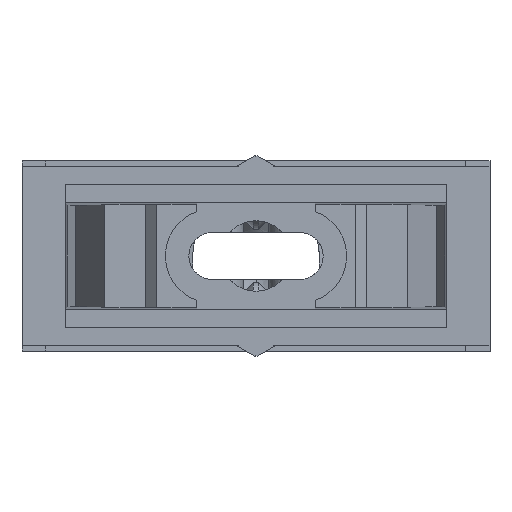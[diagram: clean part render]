
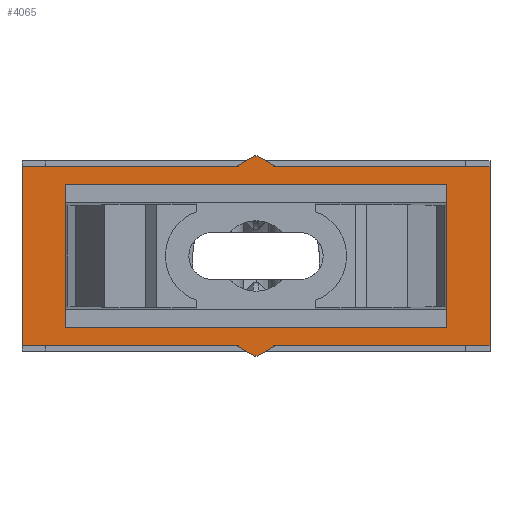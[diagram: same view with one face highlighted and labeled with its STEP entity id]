
A CAD part, front view. The second image highlights one B-rep face of the part: STEP entity #4065.
In plain terms, the highlighted planar face has unit normal (0, -1, 0).
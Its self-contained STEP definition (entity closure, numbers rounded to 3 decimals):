
#51 = CARTESIAN_POINT ( 'NONE',  ( -17.05, 0., -6.4 ) ) ;
#99 = CARTESIAN_POINT ( 'NONE',  ( 17.05, 0., -6.4 ) ) ;
#188 = CARTESIAN_POINT ( 'NONE',  ( 17.05, 0., 6.4 ) ) ;
#224 = DIRECTION ( 'NONE',  ( 1., 0., 0. ) ) ;
#325 = EDGE_CURVE ( 'NONE', #7447, #6216, #9023, .T. ) ;
#329 = VECTOR ( 'NONE', #5268, 1000. ) ;
#457 = VECTOR ( 'NONE', #9637, 1000. ) ;
#749 = LINE ( 'NONE', #3981, #7860 ) ;
#862 = VERTEX_POINT ( 'NONE', #2098 ) ;
#873 = VECTOR ( 'NONE', #224, 1000. ) ;
#898 = CARTESIAN_POINT ( 'NONE',  ( 0., 0., 9. ) ) ;
#1054 = CARTESIAN_POINT ( 'NONE',  ( -1.732, 0., -8. ) ) ;
#1133 = ORIENTED_EDGE ( 'NONE', *, *, #325, .T. ) ;
#1161 = CARTESIAN_POINT ( 'NONE',  ( 1.732, 0., 8. ) ) ;
#1291 = DIRECTION ( 'NONE',  ( 0., 0., 1. ) ) ;
#1486 = EDGE_LOOP ( 'NONE', ( #4840, #1581, #4675, #7175, #1133, #5734, #5149, #2164, #7545, #3170 ) ) ;
#1581 = ORIENTED_EDGE ( 'NONE', *, *, #9139, .F. ) ;
#1589 = EDGE_CURVE ( 'NONE', #7447, #8800, #7207, .T. ) ;
#1613 = DIRECTION ( 'NONE',  ( -1., 0., 0. ) ) ;
#1657 = DIRECTION ( 'NONE',  ( 0., 1., 0. ) ) ;
#1819 = LINE ( 'NONE', #8091, #457 ) ;
#1925 = VECTOR ( 'NONE', #1291, 1000. ) ;
#1965 = VECTOR ( 'NONE', #4340, 1000. ) ;
#2062 = VERTEX_POINT ( 'NONE', #2788 ) ;
#2098 = CARTESIAN_POINT ( 'NONE',  ( -20.9, 0., 8. ) ) ;
#2164 = ORIENTED_EDGE ( 'NONE', *, *, #2750, .T. ) ;
#2375 = CARTESIAN_POINT ( 'NONE',  ( -18.9, 0., 8.5 ) ) ;
#2432 = EDGE_CURVE ( 'NONE', #5953, #7484, #10028, .T. ) ;
#2481 = DIRECTION ( 'NONE',  ( -1., 0., 0. ) ) ;
#2554 = VERTEX_POINT ( 'NONE', #51 ) ;
#2743 = CARTESIAN_POINT ( 'NONE',  ( -17.05, 0., -24.362 ) ) ;
#2750 = EDGE_CURVE ( 'NONE', #862, #9426, #10254, .T. ) ;
#2788 = CARTESIAN_POINT ( 'NONE',  ( 1.732, 0., -8. ) ) ;
#2889 = LINE ( 'NONE', #3629, #6593 ) ;
#3038 = CARTESIAN_POINT ( 'NONE',  ( -1.732, 0., 8. ) ) ;
#3049 = EDGE_LOOP ( 'NONE', ( #9495, #5445, #8487, #6269 ) ) ;
#3128 = CARTESIAN_POINT ( 'NONE',  ( 0., 0., -9. ) ) ;
#3170 = ORIENTED_EDGE ( 'NONE', *, *, #2432, .F. ) ;
#3275 = LINE ( 'NONE', #8143, #6438 ) ;
#3524 = CARTESIAN_POINT ( 'NONE',  ( -30., 0., 8. ) ) ;
#3625 = AXIS2_PLACEMENT_3D ( 'NONE', #2375, #1657, #1613 ) ;
#3629 = CARTESIAN_POINT ( 'NONE',  ( 30., 0., -8. ) ) ;
#3851 = CARTESIAN_POINT ( 'NONE',  ( 0., 0., 9. ) ) ;
#3981 = CARTESIAN_POINT ( 'NONE',  ( 3.464, 0., -7. ) ) ;
#3984 = EDGE_CURVE ( 'NONE', #5069, #4371, #1819, .T. ) ;
#4065 = ADVANCED_FACE ( 'NONE', ( #7105, #4106 ), #4929, .F. ) ;
#4106 = FACE_OUTER_BOUND ( 'NONE', #1486, .T. ) ;
#4108 = DIRECTION ( 'NONE',  ( 1., 0., 0. ) ) ;
#4293 = LINE ( 'NONE', #4956, #1965 ) ;
#4340 = DIRECTION ( 'NONE',  ( 1., 0., 0. ) ) ;
#4371 = VERTEX_POINT ( 'NONE', #188 ) ;
#4655 = VECTOR ( 'NONE', #7678, 1000. ) ;
#4675 = ORIENTED_EDGE ( 'NONE', *, *, #4888, .F. ) ;
#4763 = EDGE_CURVE ( 'NONE', #2554, #5069, #4293, .T. ) ;
#4788 = VECTOR ( 'NONE', #9755, 1000. ) ;
#4840 = ORIENTED_EDGE ( 'NONE', *, *, #7939, .F. ) ;
#4877 = LINE ( 'NONE', #4937, #9355 ) ;
#4888 = EDGE_CURVE ( 'NONE', #8800, #5846, #7608, .T. ) ;
#4929 = PLANE ( 'NONE',  #3625 ) ;
#4937 = CARTESIAN_POINT ( 'NONE',  ( -17.05, 0., 6.4 ) ) ;
#4956 = CARTESIAN_POINT ( 'NONE',  ( -17.05, 0., -6.4 ) ) ;
#4960 = VERTEX_POINT ( 'NONE', #9597 ) ;
#5069 = VERTEX_POINT ( 'NONE', #99 ) ;
#5149 = ORIENTED_EDGE ( 'NONE', *, *, #7017, .F. ) ;
#5268 = DIRECTION ( 'NONE',  ( 0., 0., -1. ) ) ;
#5281 = EDGE_CURVE ( 'NONE', #6216, #6086, #7824, .T. ) ;
#5445 = ORIENTED_EDGE ( 'NONE', *, *, #4763, .F. ) ;
#5585 = DIRECTION ( 'NONE',  ( 0., 0., -1. ) ) ;
#5734 = ORIENTED_EDGE ( 'NONE', *, *, #5281, .T. ) ;
#5815 = CARTESIAN_POINT ( 'NONE',  ( 3.464, 0., 7. ) ) ;
#5838 = CARTESIAN_POINT ( 'NONE',  ( 20.9, 0., -8. ) ) ;
#5840 = LINE ( 'NONE', #3524, #873 ) ;
#5846 = VERTEX_POINT ( 'NONE', #5838 ) ;
#5953 = VERTEX_POINT ( 'NONE', #9730 ) ;
#6086 = VERTEX_POINT ( 'NONE', #3038 ) ;
#6202 = DIRECTION ( 'NONE',  ( -1., 0., 0. ) ) ;
#6216 = VERTEX_POINT ( 'NONE', #898 ) ;
#6269 = ORIENTED_EDGE ( 'NONE', *, *, #8196, .T. ) ;
#6291 = DIRECTION ( 'NONE',  ( -0.866, 0., 0.5 ) ) ;
#6438 = VECTOR ( 'NONE', #2481, 1000. ) ;
#6593 = VECTOR ( 'NONE', #6202, 1000. ) ;
#6663 = CARTESIAN_POINT ( 'NONE',  ( -20.9, 0., -8. ) ) ;
#7017 = EDGE_CURVE ( 'NONE', #862, #6086, #5840, .T. ) ;
#7105 = FACE_BOUND ( 'NONE', #3049, .T. ) ;
#7175 = ORIENTED_EDGE ( 'NONE', *, *, #1589, .F. ) ;
#7207 = LINE ( 'NONE', #8036, #8707 ) ;
#7411 = LINE ( 'NONE', #2743, #1925 ) ;
#7447 = VERTEX_POINT ( 'NONE', #1161 ) ;
#7484 = VERTEX_POINT ( 'NONE', #1054 ) ;
#7545 = ORIENTED_EDGE ( 'NONE', *, *, #7702, .F. ) ;
#7608 = LINE ( 'NONE', #9935, #329 ) ;
#7678 = DIRECTION ( 'NONE',  ( -0.866, 0., -0.5 ) ) ;
#7702 = EDGE_CURVE ( 'NONE', #7484, #9426, #3275, .T. ) ;
#7824 = LINE ( 'NONE', #3851, #4655 ) ;
#7860 = VECTOR ( 'NONE', #8738, 1000. ) ;
#7939 = EDGE_CURVE ( 'NONE', #2062, #5953, #749, .T. ) ;
#8036 = CARTESIAN_POINT ( 'NONE',  ( -30., 0., 8. ) ) ;
#8091 = CARTESIAN_POINT ( 'NONE',  ( 17.05, 0., -24.362 ) ) ;
#8143 = CARTESIAN_POINT ( 'NONE',  ( 30., 0., -8. ) ) ;
#8196 = EDGE_CURVE ( 'NONE', #4960, #4371, #4877, .T. ) ;
#8425 = CARTESIAN_POINT ( 'NONE',  ( -20.9, 0., 19.189 ) ) ;
#8487 = ORIENTED_EDGE ( 'NONE', *, *, #8773, .T. ) ;
#8552 = VECTOR ( 'NONE', #6291, 1000. ) ;
#8707 = VECTOR ( 'NONE', #4108, 1000. ) ;
#8738 = DIRECTION ( 'NONE',  ( -0.866, 0., -0.5 ) ) ;
#8773 = EDGE_CURVE ( 'NONE', #2554, #4960, #7411, .T. ) ;
#8800 = VERTEX_POINT ( 'NONE', #10060 ) ;
#9023 = LINE ( 'NONE', #5815, #4788 ) ;
#9139 = EDGE_CURVE ( 'NONE', #5846, #2062, #2889, .T. ) ;
#9355 = VECTOR ( 'NONE', #9543, 1000. ) ;
#9426 = VERTEX_POINT ( 'NONE', #6663 ) ;
#9495 = ORIENTED_EDGE ( 'NONE', *, *, #3984, .F. ) ;
#9543 = DIRECTION ( 'NONE',  ( 1., 0., 0. ) ) ;
#9597 = CARTESIAN_POINT ( 'NONE',  ( -17.05, 0., 6.4 ) ) ;
#9637 = DIRECTION ( 'NONE',  ( 0., 0., 1. ) ) ;
#9730 = CARTESIAN_POINT ( 'NONE',  ( 0., 0., -9. ) ) ;
#9755 = DIRECTION ( 'NONE',  ( -0.866, 0., 0.5 ) ) ;
#9935 = CARTESIAN_POINT ( 'NONE',  ( 20.9, 0., 19.189 ) ) ;
#10028 = LINE ( 'NONE', #3128, #8552 ) ;
#10049 = VECTOR ( 'NONE', #5585, 1000. ) ;
#10060 = CARTESIAN_POINT ( 'NONE',  ( 20.9, 0., 8. ) ) ;
#10254 = LINE ( 'NONE', #8425, #10049 ) ;
